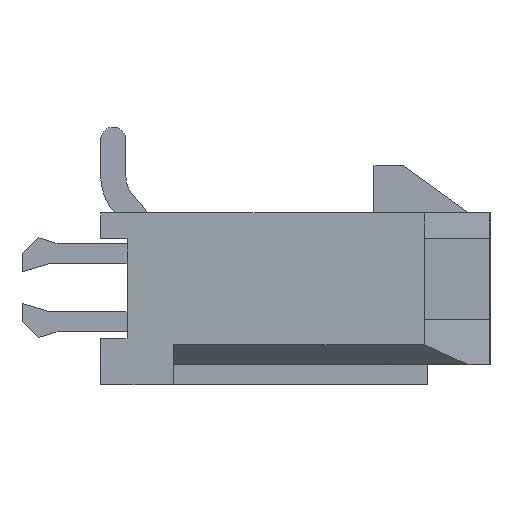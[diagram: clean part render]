
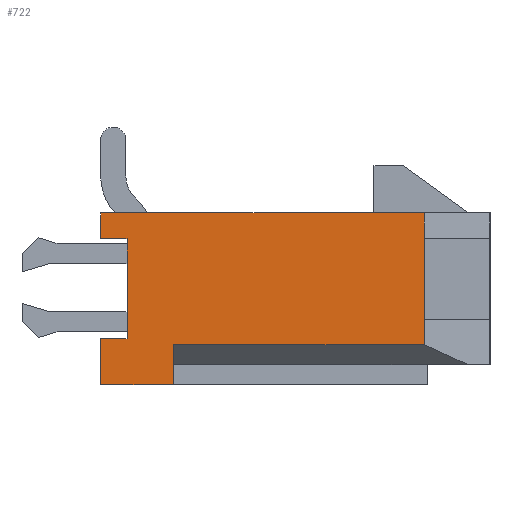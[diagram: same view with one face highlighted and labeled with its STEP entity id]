
A CAD part, left-side view. The second image highlights one B-rep face of the part: STEP entity #722.
In plain terms, the highlighted planar face has unit normal (-1, 0, 0).
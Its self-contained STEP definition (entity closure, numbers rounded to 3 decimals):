
#323=FACE_OUTER_BOUND('',#1516,.T.);
#722=ADVANCED_FACE('',(#323),#1123,.T.);
#1123=PLANE('',#7252);
#1516=EDGE_LOOP('',(#2108,#2109,#2110,#2111,#2112,#2113,#2114,#2115,#2116,
#2117,#2118,#2119));
#2108=ORIENTED_EDGE('',*,*,#4782,.F.);
#2109=ORIENTED_EDGE('',*,*,#4783,.T.);
#2110=ORIENTED_EDGE('',*,*,#4784,.F.);
#2111=ORIENTED_EDGE('',*,*,#4785,.F.);
#2112=ORIENTED_EDGE('',*,*,#4786,.F.);
#2113=ORIENTED_EDGE('',*,*,#4613,.F.);
#2114=ORIENTED_EDGE('',*,*,#4787,.T.);
#2115=ORIENTED_EDGE('',*,*,#4788,.T.);
#2116=ORIENTED_EDGE('',*,*,#4598,.T.);
#2117=ORIENTED_EDGE('',*,*,#4789,.T.);
#2118=ORIENTED_EDGE('',*,*,#4781,.T.);
#2119=ORIENTED_EDGE('',*,*,#4790,.T.);
#3944=VERTEX_POINT('',#9854);
#3945=VERTEX_POINT('',#9855);
#3959=VERTEX_POINT('',#9884);
#3960=VERTEX_POINT('',#9886);
#4121=VERTEX_POINT('',#10221);
#4127=VERTEX_POINT('',#10233);
#4128=VERTEX_POINT('',#10237);
#4129=VERTEX_POINT('',#10238);
#4130=VERTEX_POINT('',#10240);
#4131=VERTEX_POINT('',#10242);
#4132=VERTEX_POINT('',#10244);
#4133=VERTEX_POINT('',#10247);
#4598=EDGE_CURVE('',#3944,#3945,#5608,.T.);
#4613=EDGE_CURVE('',#3959,#3960,#5623,.T.);
#4781=EDGE_CURVE('',#4121,#4127,#5791,.T.);
#4782=EDGE_CURVE('',#4128,#4129,#5792,.T.);
#4783=EDGE_CURVE('',#4128,#4130,#5793,.T.);
#4784=EDGE_CURVE('',#4131,#4130,#5794,.T.);
#4785=EDGE_CURVE('',#4132,#4131,#5795,.T.);
#4786=EDGE_CURVE('',#3960,#4132,#5796,.T.);
#4787=EDGE_CURVE('',#3959,#4133,#5797,.T.);
#4788=EDGE_CURVE('',#4133,#3944,#5798,.T.);
#4789=EDGE_CURVE('',#3945,#4121,#5799,.T.);
#4790=EDGE_CURVE('',#4127,#4129,#5800,.T.);
#5608=LINE('',#9853,#6426);
#5623=LINE('',#9885,#6441);
#5791=LINE('',#10234,#6609);
#5792=LINE('',#10236,#6610);
#5793=LINE('',#10239,#6611);
#5794=LINE('',#10241,#6612);
#5795=LINE('',#10243,#6613);
#5796=LINE('',#10245,#6614);
#5797=LINE('',#10246,#6615);
#5798=LINE('',#10248,#6616);
#5799=LINE('',#10249,#6617);
#5800=LINE('',#10250,#6618);
#6426=VECTOR('',#7840,1.);
#6441=VECTOR('',#7857,1.);
#6609=VECTOR('',#8051,1.);
#6610=VECTOR('',#8054,1.);
#6611=VECTOR('',#8055,1.);
#6612=VECTOR('',#8056,1.);
#6613=VECTOR('',#8057,1.);
#6614=VECTOR('',#8058,1.);
#6615=VECTOR('',#8059,1.);
#6616=VECTOR('',#8060,1.);
#6617=VECTOR('',#8061,1.);
#6618=VECTOR('',#8062,1.);
#7252=AXIS2_PLACEMENT_3D('',#10251,#8063,#8064);
#7840=DIRECTION('',(0.,0.,-1.));
#7857=DIRECTION('',(0.,-1.,0.));
#8051=DIRECTION('',(0.,0.,-1.));
#8054=DIRECTION('',(0.,0.,-1.));
#8055=DIRECTION('',(0.,-1.,0.));
#8056=DIRECTION('',(0.,0.,-1.));
#8057=DIRECTION('',(0.,0.,-1.));
#8058=DIRECTION('',(0.,0.,-1.));
#8059=DIRECTION('',(0.,0.,-1.));
#8060=DIRECTION('',(0.,-1.,0.));
#8061=DIRECTION('',(0.,1.,0.));
#8062=DIRECTION('',(0.,-1.,0.));
#8063=DIRECTION('',(-1.,0.,0.));
#8064=DIRECTION('',(0.,0.,1.));
#9853=CARTESIAN_POINT('',(-19.825,9.23,3.2));
#9854=CARTESIAN_POINT('',(-19.825,9.23,3.2));
#9855=CARTESIAN_POINT('',(-19.825,9.23,0.66));
#9884=CARTESIAN_POINT('',(-19.825,9.9,3.86));
#9885=CARTESIAN_POINT('',(-19.825,9.9,3.86));
#9886=CARTESIAN_POINT('',(-19.825,1.668,3.86));
#10221=CARTESIAN_POINT('',(-19.825,9.9,0.66));
#10233=CARTESIAN_POINT('',(-19.825,9.9,-0.51));
#10234=CARTESIAN_POINT('',(-19.825,9.9,3.86));
#10236=CARTESIAN_POINT('',(-19.825,8.05,-0.51));
#10237=CARTESIAN_POINT('',(-19.825,8.05,0.51));
#10238=CARTESIAN_POINT('',(-19.825,8.05,-0.51));
#10239=CARTESIAN_POINT('',(-19.825,9.9,0.51));
#10240=CARTESIAN_POINT('',(-19.825,1.668,0.51));
#10241=CARTESIAN_POINT('',(-19.825,1.668,38.214));
#10242=CARTESIAN_POINT('',(-19.825,1.668,1.15));
#10243=CARTESIAN_POINT('',(-19.825,1.668,3.22));
#10244=CARTESIAN_POINT('',(-19.825,1.668,3.22));
#10245=CARTESIAN_POINT('',(-19.825,1.668,38.214));
#10246=CARTESIAN_POINT('',(-19.825,9.9,3.86));
#10247=CARTESIAN_POINT('',(-19.825,9.9,3.2));
#10248=CARTESIAN_POINT('',(-19.825,9.9,3.2));
#10249=CARTESIAN_POINT('',(-19.825,9.23,0.66));
#10250=CARTESIAN_POINT('',(-19.825,8.05,-0.51));
#10251=CARTESIAN_POINT('',(-19.825,9.9,3.86));
